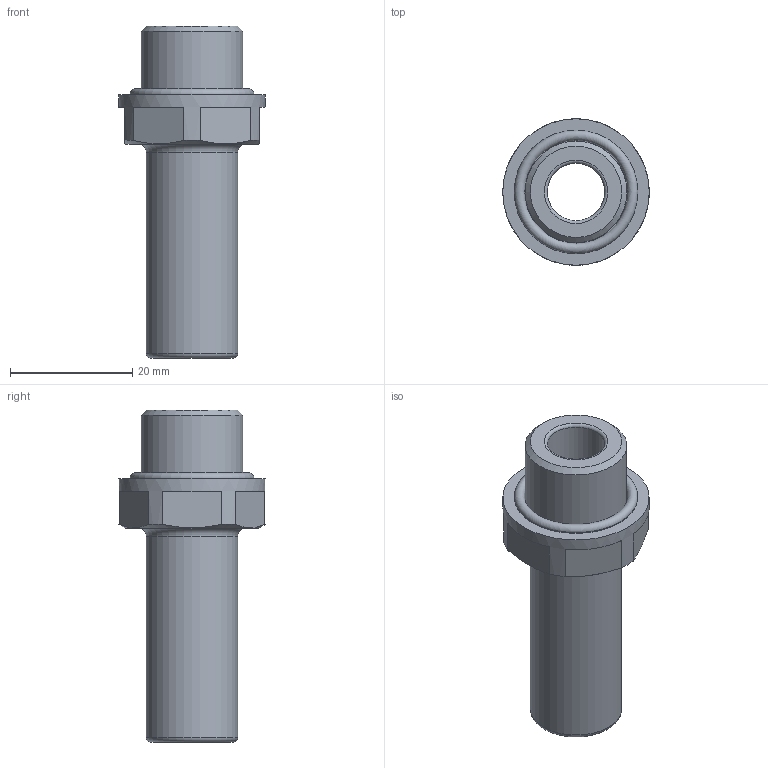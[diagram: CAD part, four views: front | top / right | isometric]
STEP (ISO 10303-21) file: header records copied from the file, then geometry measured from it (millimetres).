
FILE_DESCRIPTION(/* description */ ('STEP AP214'),/* implementation_level */ '2;1');
FILE_NAME(/* name */ '177707_CQ-3_8-15H',/* time_stamp */ '2024-08-07T22:01:57+02:00',/* author */ ('License CC BY-ND 4.0'),/* organization */ ('CADENAS'),/* preprocessor_version */ 'ST-DEVELOPER v19.3',/* originating_system */ 'PARTsolutions',/* authorisation */ ' ');
FILE_SCHEMA (('AUTOMOTIVE_DESIGN {1 0 10303 214 3 1 1}'));
Length unit declared in the file: millimetre
Products named in the file (1): 177707 CQ-3/8-15H
Bounding box: 24 x 24 x 54.4 mm (x, y, z)
Volume: 7009.1 mm3; surface area: 5434.4 mm2
Topology: 1 solids, 1 shells, 32 faces, 72 edges, 45 vertices
Faces by surface type: plane 17, cylinder 7, torus 5, cone 3
Full cylindrical faces by diameter (mm): 9.4 x1, 11.5 x1, 15 x1, 16.662 x1, 16.86 x1, 20.26 x1, 24 x1
Entity records: 848 total; most frequent: CARTESIAN_POINT 155, DIRECTION 146, ORIENTED_EDGE 110, AXIS2_PLACEMENT_3D 64, EDGE_CURVE 55, EDGE_LOOP 52, FACE_BOUND 52, VERTEX_POINT 43
